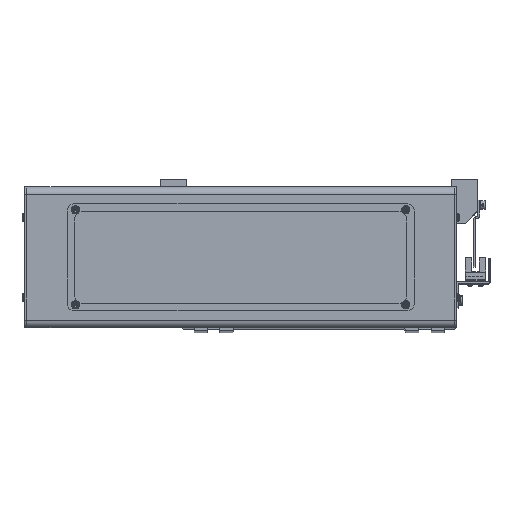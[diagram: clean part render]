
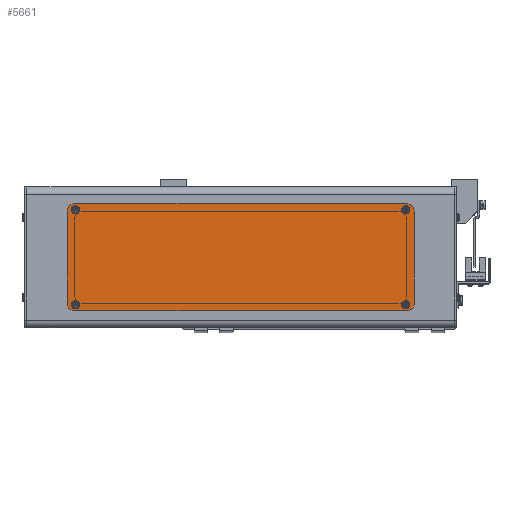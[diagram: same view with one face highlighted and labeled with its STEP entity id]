
A CAD part, top view. The second image highlights one B-rep face of the part: STEP entity #5661.
In plain terms, the highlighted planar face has unit normal (0, 0, 1).
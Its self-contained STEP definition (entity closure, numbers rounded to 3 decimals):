
#616 = CARTESIAN_POINT ( 'NONE',  ( -107.75, 31., 2. ) ) ;
#998 = CIRCLE ( 'NONE', #13795, 1.7 ) ;
#1116 = CARTESIAN_POINT ( 'NONE',  ( -106.05, 31., 2. ) ) ;
#1408 = DIRECTION ( 'NONE',  ( 1., 0., 0. ) ) ;
#1813 = CARTESIAN_POINT ( 'NONE',  ( 109.45, -31., 2. ) ) ;
#1930 = CARTESIAN_POINT ( 'NONE',  ( 106.05, -31., 2. ) ) ;
#3041 = ORIENTED_EDGE ( 'NONE', *, *, #42311, .F. ) ;
#4687 = DIRECTION ( 'NONE',  ( 0., 0., 1. ) ) ;
#4934 = ORIENTED_EDGE ( 'NONE', *, *, #63678, .F. ) ;
#4945 = DIRECTION ( 'NONE',  ( 0., 0., 1. ) ) ;
#5068 = ORIENTED_EDGE ( 'NONE', *, *, #43477, .F. ) ;
#5215 = CARTESIAN_POINT ( 'NONE',  ( -106.05, -31., 2. ) ) ;
#5661 = ADVANCED_FACE ( 'NONE', ( #53970, #68042, #12684, #9152, #39705 ), #50786, .T. ) ;
#6085 = DIRECTION ( 'NONE',  ( 1., 0., 0. ) ) ;
#7544 = CARTESIAN_POINT ( 'NONE',  ( 107.75, 31., 2. ) ) ;
#7829 = VERTEX_POINT ( 'NONE', #45373 ) ;
#8036 = ORIENTED_EDGE ( 'NONE', *, *, #43372, .F. ) ;
#8333 = AXIS2_PLACEMENT_3D ( 'NONE', #37322, #4945, #42659 ) ;
#8386 = CARTESIAN_POINT ( 'NONE',  ( 108.25, -30., 2. ) ) ;
#8927 = DIRECTION ( 'NONE',  ( -1., 0., 0. ) ) ;
#9152 = FACE_BOUND ( 'NONE', #68264, .T. ) ;
#9208 = VERTEX_POINT ( 'NONE', #9386 ) ;
#9258 = VERTEX_POINT ( 'NONE', #5215 ) ;
#9386 = CARTESIAN_POINT ( 'NONE',  ( 106.05, 31., 2. ) ) ;
#10080 = AXIS2_PLACEMENT_3D ( 'NONE', #616, #38417, #6085 ) ;
#10227 = LINE ( 'NONE', #67678, #37304 ) ;
#11134 = CARTESIAN_POINT ( 'NONE',  ( -108.25, -30., 2. ) ) ;
#12684 = FACE_OUTER_BOUND ( 'NONE', #33616, .T. ) ;
#12712 = EDGE_LOOP ( 'NONE', ( #4934, #3041 ) ) ;
#12959 = DIRECTION ( 'NONE',  ( 1., 0., 0. ) ) ;
#13329 = VERTEX_POINT ( 'NONE', #55609 ) ;
#13579 = VERTEX_POINT ( 'NONE', #19818 ) ;
#13795 = AXIS2_PLACEMENT_3D ( 'NONE', #56780, #24607, #62090 ) ;
#13846 = DIRECTION ( 'NONE',  ( 1., 0., 0. ) ) ;
#14053 = CIRCLE ( 'NONE', #18732, 1.7 ) ;
#15256 = DIRECTION ( 'NONE',  ( 0., 0., 1. ) ) ;
#16609 = DIRECTION ( 'NONE',  ( 1., 0., 0. ) ) ;
#16892 = EDGE_CURVE ( 'NONE', #26966, #17712, #10227, .T. ) ;
#17600 = ORIENTED_EDGE ( 'NONE', *, *, #62901, .F. ) ;
#17712 = VERTEX_POINT ( 'NONE', #48313 ) ;
#18575 = VERTEX_POINT ( 'NONE', #1813 ) ;
#18732 = AXIS2_PLACEMENT_3D ( 'NONE', #63403, #31369, #68706 ) ;
#19069 = AXIS2_PLACEMENT_3D ( 'NONE', #50939, #51775, #50640 ) ;
#19162 = CARTESIAN_POINT ( 'NONE',  ( 113.25, 30., 2. ) ) ;
#19536 = DIRECTION ( 'NONE',  ( 0., 1., 0. ) ) ;
#19818 = CARTESIAN_POINT ( 'NONE',  ( 109.45, 31., 2. ) ) ;
#19861 = EDGE_CURVE ( 'NONE', #7829, #55947, #53178, .T. ) ;
#19958 = CIRCLE ( 'NONE', #10080, 1.7 ) ;
#22407 = ORIENTED_EDGE ( 'NONE', *, *, #29191, .T. ) ;
#24607 = DIRECTION ( 'NONE',  ( 0., 0., 1. ) ) ;
#24857 = EDGE_CURVE ( 'NONE', #13329, #26966, #44102, .T. ) ;
#24924 = VECTOR ( 'NONE', #49331, 1000. ) ;
#24978 = CARTESIAN_POINT ( 'NONE',  ( 113.25, 30., 2. ) ) ;
#25037 = CARTESIAN_POINT ( 'NONE',  ( -108.25, 35., 2. ) ) ;
#26966 = VERTEX_POINT ( 'NONE', #45765 ) ;
#27878 = AXIS2_PLACEMENT_3D ( 'NONE', #47523, #15256, #52910 ) ;
#28513 = CARTESIAN_POINT ( 'NONE',  ( -113.25, 30., 2. ) ) ;
#29191 = EDGE_CURVE ( 'NONE', #68475, #13329, #67595, .T. ) ;
#29661 = AXIS2_PLACEMENT_3D ( 'NONE', #65902, #4687, #46368 ) ;
#30807 = CIRCLE ( 'NONE', #49450, 1.7 ) ;
#30953 = CARTESIAN_POINT ( 'NONE',  ( -107.75, -31., 2. ) ) ;
#31369 = DIRECTION ( 'NONE',  ( 0., 0., 1. ) ) ;
#31491 = VERTEX_POINT ( 'NONE', #19162 ) ;
#32066 = CARTESIAN_POINT ( 'NONE',  ( 108.25, 30., 2. ) ) ;
#32106 = LINE ( 'NONE', #24978, #58937 ) ;
#32185 = EDGE_CURVE ( 'NONE', #53048, #31491, #32106, .T. ) ;
#32814 = DIRECTION ( 'NONE',  ( 0., 0., 1. ) ) ;
#33236 = VERTEX_POINT ( 'NONE', #69588 ) ;
#33530 = CARTESIAN_POINT ( 'NONE',  ( 113.25, -30., 2. ) ) ;
#33616 = EDGE_LOOP ( 'NONE', ( #37889, #22407, #46693, #54521, #47433, #33658, #66883, #50003 ) ) ;
#33658 = ORIENTED_EDGE ( 'NONE', *, *, #32185, .T. ) ;
#34328 = AXIS2_PLACEMENT_3D ( 'NONE', #11134, #48873, #16609 ) ;
#35780 = DIRECTION ( 'NONE',  ( 1., 0., 0. ) ) ;
#36424 = CIRCLE ( 'NONE', #27878, 1.7 ) ;
#36427 = DIRECTION ( 'NONE',  ( 1., 0., 0. ) ) ;
#37304 = VECTOR ( 'NONE', #35780, 1000. ) ;
#37322 = CARTESIAN_POINT ( 'NONE',  ( 107.75, -31., 2. ) ) ;
#37496 = DIRECTION ( 'NONE',  ( 1., 0., 0. ) ) ;
#37714 = CIRCLE ( 'NONE', #43967, 5. ) ;
#37889 = ORIENTED_EDGE ( 'NONE', *, *, #44330, .T. ) ;
#38417 = DIRECTION ( 'NONE',  ( 0., 0., 1. ) ) ;
#39705 = FACE_BOUND ( 'NONE', #45284, .T. ) ;
#39876 = EDGE_CURVE ( 'NONE', #18575, #45352, #52288, .T. ) ;
#40548 = ORIENTED_EDGE ( 'NONE', *, *, #42138, .F. ) ;
#42138 = EDGE_CURVE ( 'NONE', #13579, #9208, #14053, .T. ) ;
#42226 = EDGE_CURVE ( 'NONE', #31491, #7829, #37714, .T. ) ;
#42311 = EDGE_CURVE ( 'NONE', #65022, #57479, #19958, .T. ) ;
#42659 = DIRECTION ( 'NONE',  ( 1., 0., 0. ) ) ;
#43372 = EDGE_CURVE ( 'NONE', #33236, #9258, #30807, .T. ) ;
#43477 = EDGE_CURVE ( 'NONE', #45352, #18575, #47596, .T. ) ;
#43895 = CARTESIAN_POINT ( 'NONE',  ( -113.25, -30., 2. ) ) ;
#43967 = AXIS2_PLACEMENT_3D ( 'NONE', #32066, #69400, #37496 ) ;
#44102 = CIRCLE ( 'NONE', #34328, 5. ) ;
#44330 = EDGE_CURVE ( 'NONE', #55947, #68475, #50827, .T. ) ;
#45250 = DIRECTION ( 'NONE',  ( 0., 0., 1. ) ) ;
#45284 = EDGE_LOOP ( 'NONE', ( #8036, #17600 ) ) ;
#45352 = VERTEX_POINT ( 'NONE', #1930 ) ;
#45373 = CARTESIAN_POINT ( 'NONE',  ( 108.25, 35., 2. ) ) ;
#45765 = CARTESIAN_POINT ( 'NONE',  ( -108.25, -35., 2. ) ) ;
#46091 = DIRECTION ( 'NONE',  ( 0., 0., 1. ) ) ;
#46368 = DIRECTION ( 'NONE',  ( 1., 0., 0. ) ) ;
#46693 = ORIENTED_EDGE ( 'NONE', *, *, #24857, .T. ) ;
#47433 = ORIENTED_EDGE ( 'NONE', *, *, #58078, .T. ) ;
#47523 = CARTESIAN_POINT ( 'NONE',  ( -107.75, 31., 2. ) ) ;
#47596 = CIRCLE ( 'NONE', #8333, 1.7 ) ;
#48313 = CARTESIAN_POINT ( 'NONE',  ( 108.25, -35., 2. ) ) ;
#48758 = CARTESIAN_POINT ( 'NONE',  ( -108.25, 35., 2. ) ) ;
#48873 = DIRECTION ( 'NONE',  ( 0., 0., 1. ) ) ;
#49331 = DIRECTION ( 'NONE',  ( 0., -1., 0. ) ) ;
#49450 = AXIS2_PLACEMENT_3D ( 'NONE', #30953, #68322, #36427 ) ;
#49937 = CIRCLE ( 'NONE', #67619, 1.7 ) ;
#50003 = ORIENTED_EDGE ( 'NONE', *, *, #19861, .T. ) ;
#50640 = DIRECTION ( 'NONE',  ( 1., 0., 0. ) ) ;
#50786 = PLANE ( 'NONE',  #19069 ) ;
#50827 = CIRCLE ( 'NONE', #29661, 5. ) ;
#50939 = CARTESIAN_POINT ( 'NONE',  ( -108.25, 30., 2. ) ) ;
#51775 = DIRECTION ( 'NONE',  ( 0., 0., 1. ) ) ;
#52288 = CIRCLE ( 'NONE', #63092, 1.7 ) ;
#52910 = DIRECTION ( 'NONE',  ( 1., 0., 0. ) ) ;
#53048 = VERTEX_POINT ( 'NONE', #33530 ) ;
#53178 = LINE ( 'NONE', #25037, #67263 ) ;
#53970 = FACE_BOUND ( 'NONE', #55793, .T. ) ;
#54521 = ORIENTED_EDGE ( 'NONE', *, *, #16892, .T. ) ;
#55033 = EDGE_CURVE ( 'NONE', #9208, #13579, #49937, .T. ) ;
#55609 = CARTESIAN_POINT ( 'NONE',  ( -113.25, -30., 2. ) ) ;
#55793 = EDGE_LOOP ( 'NONE', ( #5068, #61934 ) ) ;
#55947 = VERTEX_POINT ( 'NONE', #48758 ) ;
#56188 = CIRCLE ( 'NONE', #67315, 5. ) ;
#56780 = CARTESIAN_POINT ( 'NONE',  ( -107.75, -31., 2. ) ) ;
#56982 = CARTESIAN_POINT ( 'NONE',  ( -109.45, 31., 2. ) ) ;
#57479 = VERTEX_POINT ( 'NONE', #56982 ) ;
#58078 = EDGE_CURVE ( 'NONE', #17712, #53048, #56188, .T. ) ;
#58937 = VECTOR ( 'NONE', #19536, 1000. ) ;
#61934 = ORIENTED_EDGE ( 'NONE', *, *, #39876, .F. ) ;
#62090 = DIRECTION ( 'NONE',  ( 1., 0., 0. ) ) ;
#62901 = EDGE_CURVE ( 'NONE', #9258, #33236, #998, .T. ) ;
#63092 = AXIS2_PLACEMENT_3D ( 'NONE', #64818, #32814, #1408 ) ;
#63403 = CARTESIAN_POINT ( 'NONE',  ( 107.75, 31., 2. ) ) ;
#63608 = ORIENTED_EDGE ( 'NONE', *, *, #55033, .F. ) ;
#63678 = EDGE_CURVE ( 'NONE', #57479, #65022, #36424, .T. ) ;
#64818 = CARTESIAN_POINT ( 'NONE',  ( 107.75, -31., 2. ) ) ;
#65022 = VERTEX_POINT ( 'NONE', #1116 ) ;
#65902 = CARTESIAN_POINT ( 'NONE',  ( -108.25, 30., 2. ) ) ;
#66883 = ORIENTED_EDGE ( 'NONE', *, *, #42226, .T. ) ;
#67263 = VECTOR ( 'NONE', #8927, 1000. ) ;
#67315 = AXIS2_PLACEMENT_3D ( 'NONE', #8386, #46091, #13846 ) ;
#67595 = LINE ( 'NONE', #43895, #24924 ) ;
#67619 = AXIS2_PLACEMENT_3D ( 'NONE', #7544, #45250, #12959 ) ;
#67678 = CARTESIAN_POINT ( 'NONE',  ( 108.25, -35., 2. ) ) ;
#68042 = FACE_BOUND ( 'NONE', #12712, .T. ) ;
#68264 = EDGE_LOOP ( 'NONE', ( #63608, #40548 ) ) ;
#68322 = DIRECTION ( 'NONE',  ( 0., 0., 1. ) ) ;
#68475 = VERTEX_POINT ( 'NONE', #28513 ) ;
#68706 = DIRECTION ( 'NONE',  ( 1., 0., 0. ) ) ;
#69400 = DIRECTION ( 'NONE',  ( 0., 0., 1. ) ) ;
#69588 = CARTESIAN_POINT ( 'NONE',  ( -109.45, -31., 2. ) ) ;
